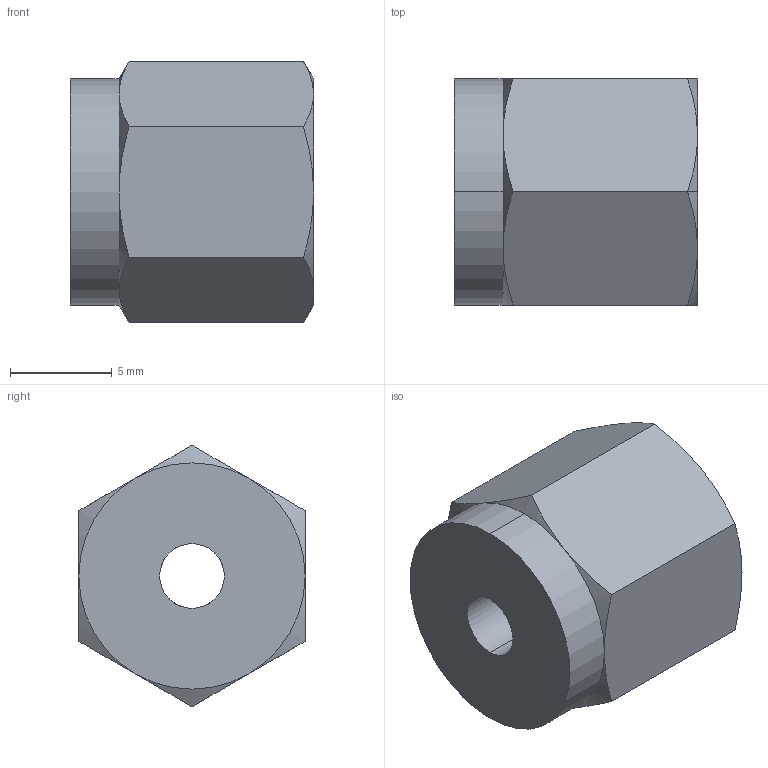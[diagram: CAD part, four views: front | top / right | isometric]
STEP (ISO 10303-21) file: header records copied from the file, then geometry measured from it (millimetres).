
FILE_DESCRIPTION(('starvars output'),'2;1');
FILE_NAME('cv20240406182036000003240.stp','18:20:36 2024/04/06',( 'Thomas Industrial Network Germany GmbH'),( 'Thomas Industrial Network Germany GmbH'),'unknown preprocess','ACIS' ,'unknown authorization');
FILE_SCHEMA(('AUTOMOTIVE_DESIGN_CC2 {UNKNOWN IMPLEMENTATION LEVEL}'));
Length unit declared in the file: millimetre
Products named in the file (1): PRODUCT_ID_1
Bounding box: 11.94 x 11.11 x 12.83 mm (x, y, z)
Volume: 924.6 mm3; surface area: 858.2 mm2
Topology: 1 solids, 1 shells, 37 faces, 80 edges, 46 vertices
Faces by surface type: cone 20, plane 9, cylinder 8
Entity records: 1178 total; most frequent: CARTESIAN_POINT 208, ORIENTED_EDGE 160, EDGE_CURVE 80, DIRECTION 78, VERTEX_POINT 46, EDGE_LOOP 40, FACE_BOUND 40, STYLED_ITEM 38
